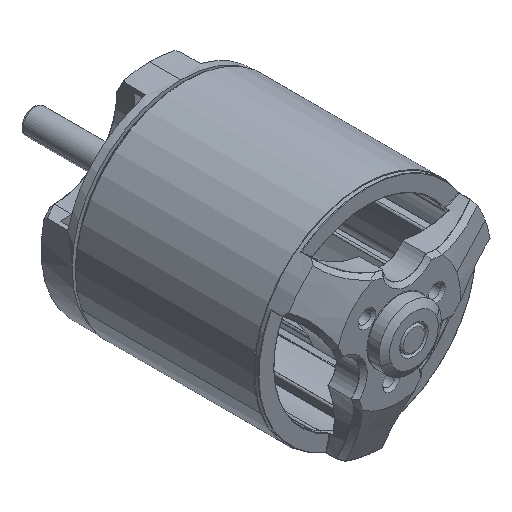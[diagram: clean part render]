
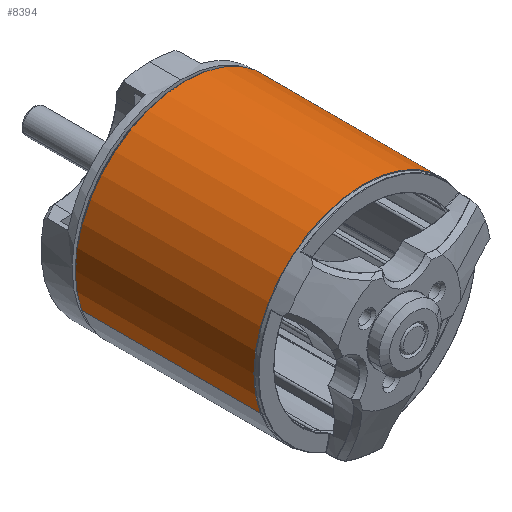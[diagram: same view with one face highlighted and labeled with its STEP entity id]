
A CAD part, isometric view. The second image highlights one B-rep face of the part: STEP entity #8394.
In plain terms, the highlighted cylindrical face has radius 14.1 mm (diameter 28.2 mm), a partial arc.
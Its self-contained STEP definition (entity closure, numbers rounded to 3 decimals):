
#1024 = DIRECTION ( 'NONE',  ( 0., 1., 0. ) ) ;
#1298 = ORIENTED_EDGE ( 'NONE', *, *, #1540, .T. ) ;
#1540 = EDGE_CURVE ( 'NONE', #14757, #1557, #9440, .T. ) ;
#1557 = VERTEX_POINT ( 'NONE', #11292 ) ;
#1789 = DIRECTION ( 'NONE',  ( 0., 1., 0. ) ) ;
#1805 = AXIS2_PLACEMENT_3D ( 'NONE', #15876, #14569, #5744 ) ;
#1989 = CARTESIAN_POINT ( 'NONE',  ( 0., 0., -14.1 ) ) ;
#2694 = CARTESIAN_POINT ( 'NONE',  ( 0., -23., -14.1 ) ) ;
#2849 = VECTOR ( 'NONE', #1024, 1000. ) ;
#4394 = DIRECTION ( 'NONE',  ( 0., 0., -1. ) ) ;
#4478 = CARTESIAN_POINT ( 'NONE',  ( 0., -23., 0. ) ) ;
#4590 = FACE_OUTER_BOUND ( 'NONE', #15800, .T. ) ;
#4724 = LINE ( 'NONE', #7284, #2849 ) ;
#4986 = ORIENTED_EDGE ( 'NONE', *, *, #11416, .F. ) ;
#5224 = ORIENTED_EDGE ( 'NONE', *, *, #8721, .F. ) ;
#5245 = VECTOR ( 'NONE', #1789, 1000. ) ;
#5744 = DIRECTION ( 'NONE',  ( 0., 0., 1. ) ) ;
#6630 = CIRCLE ( 'NONE', #11633, 14.1 ) ;
#7284 = CARTESIAN_POINT ( 'NONE',  ( 0., -63.381, -14.1 ) ) ;
#7955 = CARTESIAN_POINT ( 'NONE',  ( 0., 0., 0. ) ) ;
#8026 = VERTEX_POINT ( 'NONE', #1989 ) ;
#8305 = CYLINDRICAL_SURFACE ( 'NONE', #1805, 14.1 ) ;
#8394 = ADVANCED_FACE ( 'NONE', ( #4590 ), #8305, .T. ) ;
#8490 = AXIS2_PLACEMENT_3D ( 'NONE', #4478, #15607, #4394 ) ;
#8721 = EDGE_CURVE ( 'NONE', #15182, #8026, #4724, .T. ) ;
#9195 = CARTESIAN_POINT ( 'NONE',  ( 0., -63.381, 14.1 ) ) ;
#9265 = DIRECTION ( 'NONE',  ( 0., 0., 1. ) ) ;
#9347 = DIRECTION ( 'NONE',  ( 0., 1., 0. ) ) ;
#9440 = LINE ( 'NONE', #9195, #5245 ) ;
#10358 = ORIENTED_EDGE ( 'NONE', *, *, #12370, .T. ) ;
#11292 = CARTESIAN_POINT ( 'NONE',  ( 0., 0., 14.1 ) ) ;
#11416 = EDGE_CURVE ( 'NONE', #8026, #1557, #6630, .T. ) ;
#11633 = AXIS2_PLACEMENT_3D ( 'NONE', #7955, #9347, #9265 ) ;
#11754 = CARTESIAN_POINT ( 'NONE',  ( 0., -23., 14.1 ) ) ;
#12370 = EDGE_CURVE ( 'NONE', #15182, #14757, #12975, .T. ) ;
#12975 = CIRCLE ( 'NONE', #8490, 14.1 ) ;
#14569 = DIRECTION ( 'NONE',  ( 0., 1., 0. ) ) ;
#14757 = VERTEX_POINT ( 'NONE', #11754 ) ;
#15182 = VERTEX_POINT ( 'NONE', #2694 ) ;
#15607 = DIRECTION ( 'NONE',  ( 0., 1., 0. ) ) ;
#15800 = EDGE_LOOP ( 'NONE', ( #5224, #10358, #1298, #4986 ) ) ;
#15876 = CARTESIAN_POINT ( 'NONE',  ( 0., -63.381, 0. ) ) ;
